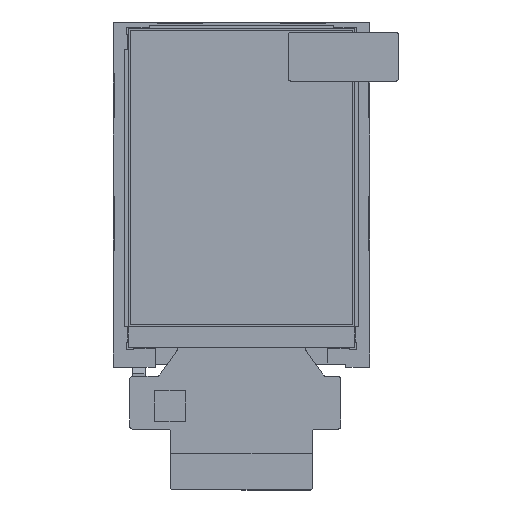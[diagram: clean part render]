
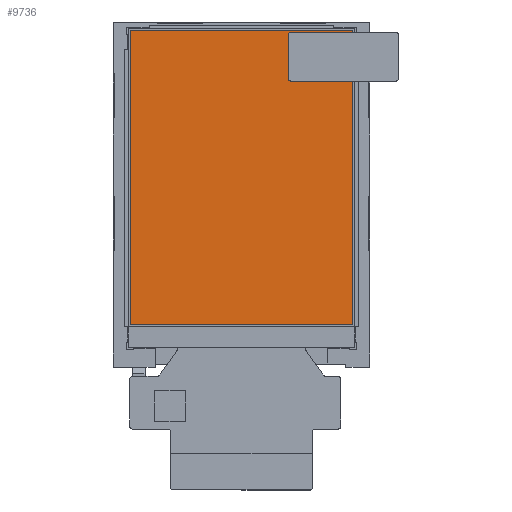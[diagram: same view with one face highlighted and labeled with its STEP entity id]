
A CAD part, top view. The second image highlights one B-rep face of the part: STEP entity #9736.
In plain terms, the highlighted planar face has unit normal (0, 0, 1).
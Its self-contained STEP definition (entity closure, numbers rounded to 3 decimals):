
#9574=DIRECTION('',(0.,1.,0.));
#9575=VECTOR('',#9574,47.92);
#9576=CARTESIAN_POINT('',(18.12,-22.26,1.215));
#9577=LINE('',#9576,#9575);
#9581=DIRECTION('',(1.,0.,0.));
#9582=VECTOR('',#9581,36.24);
#9583=CARTESIAN_POINT('',(-18.12,-22.26,1.215));
#9584=LINE('',#9583,#9582);
#9588=DIRECTION('',(0.,-1.,0.));
#9589=VECTOR('',#9588,47.92);
#9590=CARTESIAN_POINT('',(-18.12,25.66,1.215));
#9591=LINE('',#9590,#9589);
#9595=DIRECTION('',(-1.,0.,0.));
#9596=VECTOR('',#9595,36.24);
#9597=CARTESIAN_POINT('',(18.12,25.66,1.215));
#9598=LINE('',#9597,#9596);
#9610=CARTESIAN_POINT('',(18.12,-22.26,1.215));
#9611=CARTESIAN_POINT('',(18.12,25.66,1.215));
#9612=VERTEX_POINT('',#9610);
#9613=VERTEX_POINT('',#9611);
#9614=CARTESIAN_POINT('',(-18.12,25.66,1.215));
#9615=VERTEX_POINT('',#9614);
#9616=CARTESIAN_POINT('',(-18.12,-22.26,1.215));
#9617=VERTEX_POINT('',#9616);
#9725=CARTESIAN_POINT('',(0.,0.,1.215));
#9726=DIRECTION('',(0.,0.,1.));
#9727=DIRECTION('',(1.,0.,0.));
#9728=AXIS2_PLACEMENT_3D('',#9725,#9726,#9727);
#9729=PLANE('',#9728);
#9730=ORIENTED_EDGE('',*,*,#9649,.F.);
#9731=ORIENTED_EDGE('',*,*,#9671,.F.);
#9732=ORIENTED_EDGE('',*,*,#9692,.F.);
#9733=ORIENTED_EDGE('',*,*,#9712,.F.);
#9734=EDGE_LOOP('',(#9730,#9731,#9732,#9733));
#9735=FACE_OUTER_BOUND('',#9734,.F.);
#9736=ADVANCED_FACE('',(#9735),#9729,.T.);
#9649=EDGE_CURVE('',#9612,#9613,#9577,.T.);
#9671=EDGE_CURVE('',#9617,#9612,#9584,.T.);
#9692=EDGE_CURVE('',#9615,#9617,#9591,.T.);
#9712=EDGE_CURVE('',#9613,#9615,#9598,.T.);
